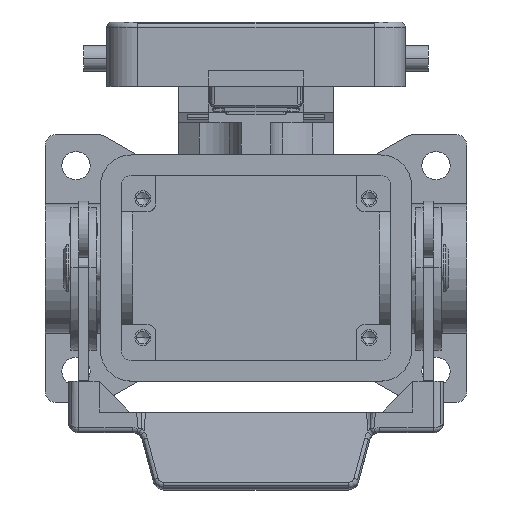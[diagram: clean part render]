
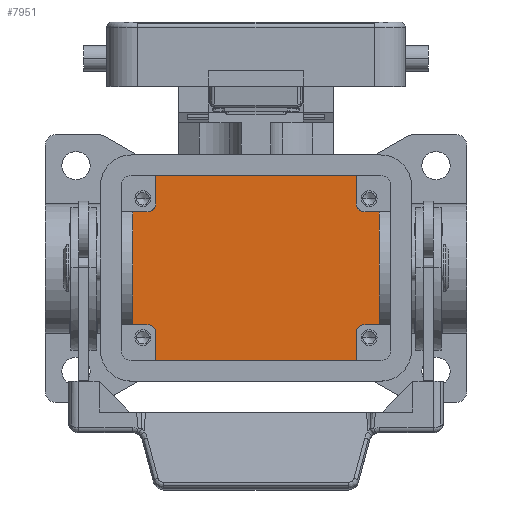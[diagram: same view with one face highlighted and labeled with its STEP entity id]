
A CAD part, top view. The second image highlights one B-rep face of the part: STEP entity #7951.
In plain terms, the highlighted planar face has unit normal (0, 0, 1).
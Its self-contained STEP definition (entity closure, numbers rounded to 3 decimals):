
#7746=CARTESIAN_POINT('',(-24.,11.0,-20.));
#7747=VERTEX_POINT('',#7746);
#7755=CARTESIAN_POINT('',(-24.,-11.0,-20.));
#7756=VERTEX_POINT('',#7755);
#7763=CARTESIAN_POINT('',(-24.,11.0,-20.));
#7764=DIRECTION('',(0.0,-1.0,0.0));
#7765=VECTOR('',#7764,22.0);
#7766=LINE('',#7763,#7765);
#7767=EDGE_CURVE('',#7747,#7756,#7766,.T.);
#7821=CARTESIAN_POINT('',(15.704,11.662,-20.));
#7822=DIRECTION('',(0.0,0.0,1.0));
#7823=DIRECTION('',(1.0,0.0,0.0));
#7824=AXIS2_PLACEMENT_3D('',#7821,#7822,#7823);
#7825=PLANE('',#7824);
#7826=ORIENTED_EDGE('',*,*,#7767,.T.);
#7827=CARTESIAN_POINT('',(-21.,-11.,-20.));
#7828=VERTEX_POINT('',#7827);
#7829=CARTESIAN_POINT('',(-21.,-11.,-20.));
#7830=DIRECTION('',(-1.0,0.0,0.0));
#7831=VECTOR('',#7830,3.);
#7832=LINE('',#7829,#7831);
#7833=EDGE_CURVE('',#7828,#7756,#7832,.T.);
#7834=ORIENTED_EDGE('',*,*,#7833,.F.);
#7835=CARTESIAN_POINT('',(-19.5,-12.5,-20.));
#7836=VERTEX_POINT('',#7835);
#7837=CARTESIAN_POINT('',(-21.,-12.5,-20.));
#7838=DIRECTION('',(0.0,0.0,1.0));
#7839=DIRECTION('',(0.0,-1.0,0.0));
#7840=AXIS2_PLACEMENT_3D('',#7837,#7838,#7839);
#7841=CIRCLE('',#7840,1.5);
#7842=EDGE_CURVE('',#7836,#7828,#7841,.T.);
#7843=ORIENTED_EDGE('',*,*,#7842,.F.);
#7844=CARTESIAN_POINT('',(-19.5,-18.75,-20.));
#7845=VERTEX_POINT('',#7844);
#7846=CARTESIAN_POINT('',(-19.5,-18.75,-20.));
#7847=DIRECTION('',(0.0,1.0,0.0));
#7848=VECTOR('',#7847,6.25);
#7849=LINE('',#7846,#7848);
#7850=EDGE_CURVE('',#7845,#7836,#7849,.T.);
#7851=ORIENTED_EDGE('',*,*,#7850,.F.);
#7852=CARTESIAN_POINT('',(19.5,-18.75,-20.));
#7853=VERTEX_POINT('',#7852);
#7854=CARTESIAN_POINT('',(19.5,-18.75,-20.));
#7855=DIRECTION('',(-1.0,0.0,0.0));
#7856=VECTOR('',#7855,39.0);
#7857=LINE('',#7854,#7856);
#7858=EDGE_CURVE('',#7853,#7845,#7857,.T.);
#7859=ORIENTED_EDGE('',*,*,#7858,.F.);
#7860=CARTESIAN_POINT('',(19.5,-12.5,-20.));
#7861=VERTEX_POINT('',#7860);
#7862=CARTESIAN_POINT('',(19.5,-12.5,-20.));
#7863=DIRECTION('',(0.0,-1.0,0.0));
#7864=VECTOR('',#7863,6.25);
#7865=LINE('',#7862,#7864);
#7866=EDGE_CURVE('',#7861,#7853,#7865,.T.);
#7867=ORIENTED_EDGE('',*,*,#7866,.F.);
#7868=CARTESIAN_POINT('',(21.,-11.,-20.));
#7869=VERTEX_POINT('',#7868);
#7870=CARTESIAN_POINT('',(21.,-12.5,-20.));
#7871=DIRECTION('',(0.0,0.0,1.0));
#7872=DIRECTION('',(0.0,-1.0,0.0));
#7873=AXIS2_PLACEMENT_3D('',#7870,#7871,#7872);
#7874=CIRCLE('',#7873,1.5);
#7875=EDGE_CURVE('',#7869,#7861,#7874,.T.);
#7876=ORIENTED_EDGE('',*,*,#7875,.F.);
#7877=CARTESIAN_POINT('',(24.,-11.0,-20.));
#7878=VERTEX_POINT('',#7877);
#7879=CARTESIAN_POINT('',(24.,-11.0,-20.));
#7880=DIRECTION('',(-1.0,0.0,0.0));
#7881=VECTOR('',#7880,3.);
#7882=LINE('',#7879,#7881);
#7883=EDGE_CURVE('',#7878,#7869,#7882,.T.);
#7884=ORIENTED_EDGE('',*,*,#7883,.F.);
#7885=CARTESIAN_POINT('',(24.,11.0,-20.));
#7886=VERTEX_POINT('',#7885);
#7887=CARTESIAN_POINT('',(24.,-11.0,-20.));
#7888=DIRECTION('',(0.0,1.0,0.0));
#7889=VECTOR('',#7888,22.0);
#7890=LINE('',#7887,#7889);
#7891=EDGE_CURVE('',#7878,#7886,#7890,.T.);
#7892=ORIENTED_EDGE('',*,*,#7891,.T.);
#7893=CARTESIAN_POINT('',(21.,11.,-20.));
#7894=VERTEX_POINT('',#7893);
#7895=CARTESIAN_POINT('',(21.,11.,-20.));
#7896=DIRECTION('',(1.0,0.0,0.0));
#7897=VECTOR('',#7896,3.);
#7898=LINE('',#7895,#7897);
#7899=EDGE_CURVE('',#7894,#7886,#7898,.T.);
#7900=ORIENTED_EDGE('',*,*,#7899,.F.);
#7901=CARTESIAN_POINT('',(19.5,12.5,-20.));
#7902=VERTEX_POINT('',#7901);
#7903=CARTESIAN_POINT('',(21.,12.5,-20.));
#7904=DIRECTION('',(0.0,0.0,1.0));
#7905=DIRECTION('',(0.0,1.0,0.0));
#7906=AXIS2_PLACEMENT_3D('',#7903,#7904,#7905);
#7907=CIRCLE('',#7906,1.5);
#7908=EDGE_CURVE('',#7902,#7894,#7907,.T.);
#7909=ORIENTED_EDGE('',*,*,#7908,.F.);
#7910=CARTESIAN_POINT('',(19.5,18.75,-20.));
#7911=VERTEX_POINT('',#7910);
#7912=CARTESIAN_POINT('',(19.5,18.75,-20.));
#7913=DIRECTION('',(0.0,-1.0,0.0));
#7914=VECTOR('',#7913,6.25);
#7915=LINE('',#7912,#7914);
#7916=EDGE_CURVE('',#7911,#7902,#7915,.T.);
#7917=ORIENTED_EDGE('',*,*,#7916,.F.);
#7918=CARTESIAN_POINT('',(-19.5,18.75,-20.));
#7919=VERTEX_POINT('',#7918);
#7920=CARTESIAN_POINT('',(-19.5,18.75,-20.));
#7921=DIRECTION('',(1.0,0.0,0.0));
#7922=VECTOR('',#7921,39.0);
#7923=LINE('',#7920,#7922);
#7924=EDGE_CURVE('',#7919,#7911,#7923,.T.);
#7925=ORIENTED_EDGE('',*,*,#7924,.F.);
#7926=CARTESIAN_POINT('',(-19.5,12.5,-20.));
#7927=VERTEX_POINT('',#7926);
#7928=CARTESIAN_POINT('',(-19.5,12.5,-20.));
#7929=DIRECTION('',(0.0,1.0,0.0));
#7930=VECTOR('',#7929,6.25);
#7931=LINE('',#7928,#7930);
#7932=EDGE_CURVE('',#7927,#7919,#7931,.T.);
#7933=ORIENTED_EDGE('',*,*,#7932,.F.);
#7934=CARTESIAN_POINT('',(-21.,11.,-20.));
#7935=VERTEX_POINT('',#7934);
#7936=CARTESIAN_POINT('',(-21.,12.5,-20.));
#7937=DIRECTION('',(0.0,0.0,1.0));
#7938=DIRECTION('',(0.0,1.0,0.0));
#7939=AXIS2_PLACEMENT_3D('',#7936,#7937,#7938);
#7940=CIRCLE('',#7939,1.5);
#7941=EDGE_CURVE('',#7935,#7927,#7940,.T.);
#7942=ORIENTED_EDGE('',*,*,#7941,.F.);
#7943=CARTESIAN_POINT('',(-24.,11.0,-20.));
#7944=DIRECTION('',(1.0,0.0,0.0));
#7945=VECTOR('',#7944,3.);
#7946=LINE('',#7943,#7945);
#7947=EDGE_CURVE('',#7747,#7935,#7946,.T.);
#7948=ORIENTED_EDGE('',*,*,#7947,.F.);
#7949=EDGE_LOOP('',(#7826,#7834,#7843,#7851,#7859,#7867,#7876,#7884,#7892,#7900,#7909,#7917,#7925,#7933,#7942,#7948));
#7950=FACE_OUTER_BOUND('',#7949,.T.);
#7951=ADVANCED_FACE('',(#7950),#7825,.T.);
